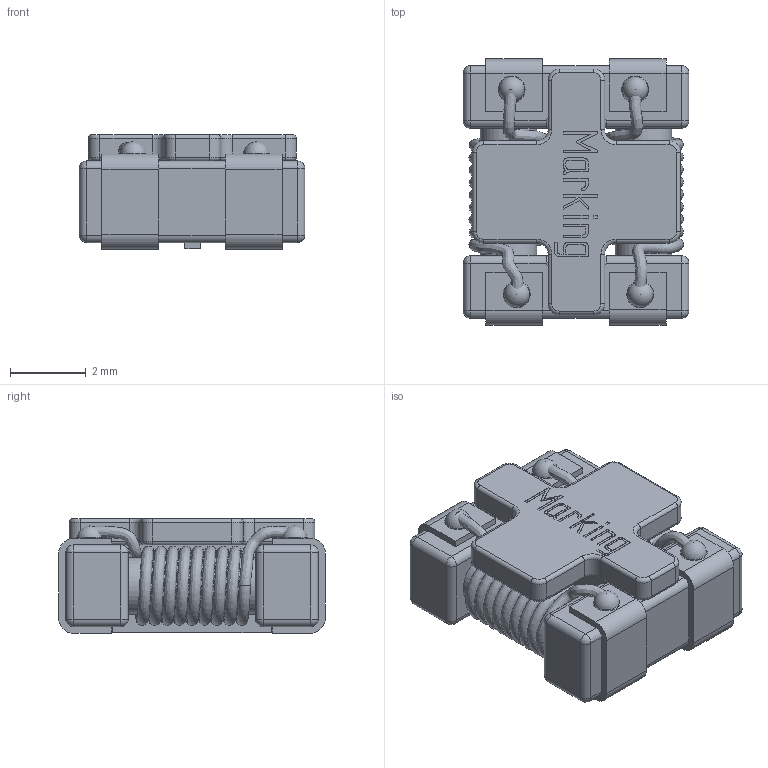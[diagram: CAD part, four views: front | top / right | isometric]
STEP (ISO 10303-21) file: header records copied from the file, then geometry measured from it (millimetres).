
FILE_DESCRIPTION(/* description */ ('Unknown'),/* implementation_level */ '2;1');
FILE_NAME(/* name */ '7060',/* time_stamp */ '2025-02-17T10:25:59+01:00',/* author */ ('Unknown'),/* organization */ ('Unknown'),/* preprocessor_version */ 'ST-DEVELOPER v19.4',/* originating_system */ 'Solid Edge',/* authorisation */ 'Unknown');
FILE_SCHEMA (('AUTOMOTIVE_DESIGN {1 0 10303 214 3 1 1}'));
Length unit declared in the file: millimetre
Products named in the file (7): 7060; Coil holder; Cover; Lötplatte; coil left ; Feet; Coil
Assembly tree (9 placements, depth 2):
  7060
    Coil holder
    Cover
    Lötplatte  x4
    coil left 
    Feet
    Coil
Bounding box: 5.97 x 7.05 x 3.04 mm (x, y, z)
Volume: 82.9 mm3; surface area: 370.5 mm2
Topology: 9 solids, 9 shells, 328 faces, 778 edges, 448 vertices
Faces by surface type: plane 143, cylinder 102, sphere 28, torus 28, bspline 27
Full cylindrical faces by diameter (mm): 1.499 x2
Entity records: 16321 total; most frequent: CARTESIAN_POINT 10211, DIRECTION 1222, ORIENTED_EDGE 1216, EDGE_CURVE 608, AXIS2_PLACEMENT_3D 476, VERTEX_POINT 362, EDGE_LOOP 304, FACE_BOUND 304
